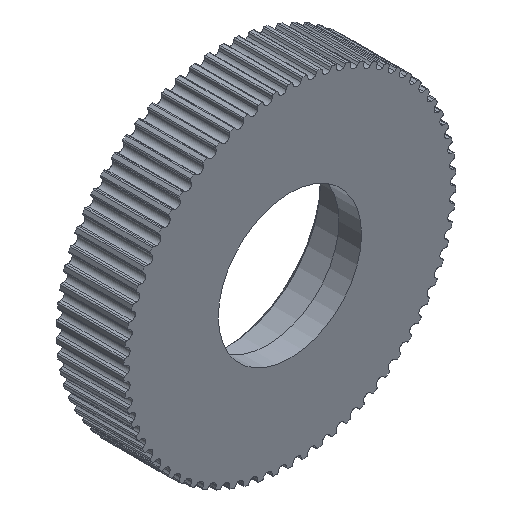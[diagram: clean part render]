
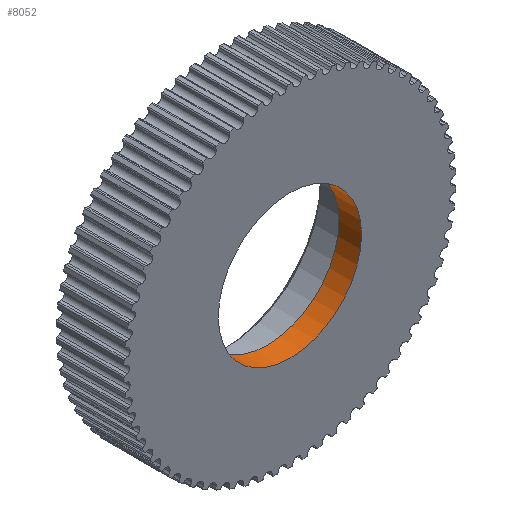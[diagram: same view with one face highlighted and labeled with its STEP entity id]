
A CAD part, isometric view. The second image highlights one B-rep face of the part: STEP entity #8052.
In plain terms, the highlighted cylindrical face has radius 9.5 mm (diameter 19 mm), a full revolution.
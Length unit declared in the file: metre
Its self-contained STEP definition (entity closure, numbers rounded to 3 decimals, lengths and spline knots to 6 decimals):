
#1273=CYLINDRICAL_SURFACE('',#9336,0.0095);
#3805=ORIENTED_EDGE('',*,*,#3810,.T.);
#3806=ORIENTED_EDGE('',*,*,#4231,.F.);
#3810=EDGE_CURVE('',#5075,#5075,#5920,.T.);
#4231=EDGE_CURVE('',#5496,#5496,#6341,.T.);
#5075=VERTEX_POINT('',#12311);
#5496=VERTEX_POINT('',#13155);
#5920=CIRCLE('',#8071,0.0095);
#6341=CIRCLE('',#8494,0.0095);
#7192=EDGE_LOOP('',(#3805));
#7193=EDGE_LOOP('',(#3806));
#7624=FACE_BOUND('',#7192,.T.);
#7625=FACE_BOUND('',#7193,.T.);
#8052=ADVANCED_FACE('',(#7624,#7625),#1273,.F.);
#8071=AXIS2_PLACEMENT_3D('',#12310,#9349,#9350);
#8494=AXIS2_PLACEMENT_3D('',#13154,#10195,#10196);
#9336=AXIS2_PLACEMENT_3D('',#14837,#12299,#12300);
#9349=DIRECTION('',(0.,1.,0.));
#9350=DIRECTION('',(-1.,0.,0.));
#10195=DIRECTION('',(0.,1.,0.));
#10196=DIRECTION('',(-1.,0.,0.));
#12299=DIRECTION('',(0.,-1.,0.));
#12300=DIRECTION('',(1.,0.,0.));
#12310=CARTESIAN_POINT('',(0.,0.003,0.));
#12311=CARTESIAN_POINT('',(-0.0095,0.003,0.));
#13154=CARTESIAN_POINT('',(0.,0.,0.));
#13155=CARTESIAN_POINT('',(-0.0095,0.,0.));
#14837=CARTESIAN_POINT('',(0.,0.009,0.));
